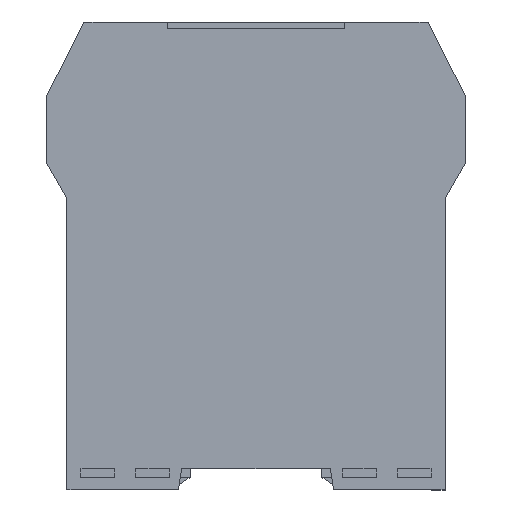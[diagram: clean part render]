
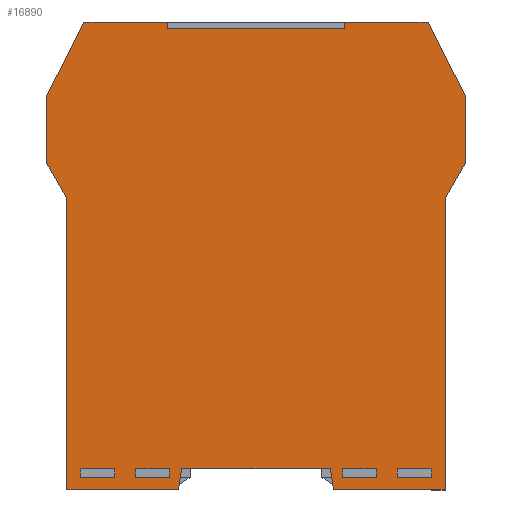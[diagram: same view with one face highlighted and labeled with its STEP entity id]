
A CAD part, top view. The second image highlights one B-rep face of the part: STEP entity #16890.
In plain terms, the highlighted planar face has unit normal (0, 0, 1).
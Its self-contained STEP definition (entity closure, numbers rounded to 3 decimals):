
#712=LINE('',#24096,#2774);
#716=LINE('',#24105,#2778);
#720=LINE('',#24114,#2782);
#724=LINE('',#24123,#2786);
#738=LINE('',#24152,#2800);
#742=LINE('',#24161,#2804);
#746=LINE('',#24170,#2808);
#750=LINE('',#24179,#2812);
#770=LINE('',#24217,#2832);
#781=LINE('',#24239,#2843);
#794=LINE('',#24263,#2856);
#805=LINE('',#24283,#2867);
#813=LINE('',#24299,#2875);
#840=LINE('',#24365,#2902);
#842=LINE('',#24370,#2904);
#1228=LINE('',#25185,#3290);
#1231=LINE('',#25190,#3293);
#1233=LINE('',#25195,#3295);
#1235=LINE('',#25201,#3297);
#1237=LINE('',#25205,#3299);
#1239=LINE('',#25209,#3301);
#1241=LINE('',#25212,#3303);
#1242=LINE('',#25214,#3304);
#1243=LINE('',#25217,#3305);
#1245=LINE('',#25220,#3307);
#1246=LINE('',#25221,#3308);
#1247=LINE('',#25222,#3309);
#1248=LINE('',#25223,#3310);
#1249=LINE('',#25224,#3311);
#1251=LINE('',#25228,#3313);
#1253=LINE('',#25232,#3315);
#1255=LINE('',#25236,#3317);
#1257=LINE('',#25240,#3319);
#1259=LINE('',#25243,#3321);
#2774=VECTOR('',#19394,10.);
#2778=VECTOR('',#19400,10.);
#2782=VECTOR('',#19406,10.);
#2786=VECTOR('',#19412,10.);
#2800=VECTOR('',#19432,10.);
#2804=VECTOR('',#19438,10.);
#2808=VECTOR('',#19444,10.);
#2812=VECTOR('',#19450,10.);
#2832=VECTOR('',#19478,10.);
#2843=VECTOR('',#19497,10.);
#2856=VECTOR('',#19520,10.);
#2867=VECTOR('',#19539,10.);
#2875=VECTOR('',#19555,10.);
#2902=VECTOR('',#19598,10.);
#2904=VECTOR('',#19602,10.);
#3290=VECTOR('',#20366,10.);
#3293=VECTOR('',#20371,10.);
#3295=VECTOR('',#20375,10.);
#3297=VECTOR('',#20383,10.);
#3299=VECTOR('',#20387,10.);
#3301=VECTOR('',#20391,10.);
#3303=VECTOR('',#20395,10.);
#3304=VECTOR('',#20398,10.);
#3305=VECTOR('',#20401,10.);
#3307=VECTOR('',#20405,10.);
#3308=VECTOR('',#20406,10.);
#3309=VECTOR('',#20407,10.);
#3310=VECTOR('',#20408,10.);
#3311=VECTOR('',#20409,10.);
#3313=VECTOR('',#20413,10.);
#3315=VECTOR('',#20417,10.);
#3317=VECTOR('',#20421,10.);
#3319=VECTOR('',#20425,10.);
#3321=VECTOR('',#20429,10.);
#4830=PLANE('',#17964);
#5349=FACE_BOUND('',#6684,.T.);
#5350=FACE_BOUND('',#6685,.T.);
#5351=FACE_BOUND('',#6686,.T.);
#5352=FACE_BOUND('',#6687,.T.);
#5744=FACE_OUTER_BOUND('',#6683,.T.);
#6683=EDGE_LOOP('',(#13412,#13413,#13414,#13415,#13416,#13417,#13418,#13419,
#13420,#13421,#13422,#13423,#13424,#13425,#13426,#13427,#13428,#13429));
#6684=EDGE_LOOP('',(#13430,#13431,#13432,#13433));
#6685=EDGE_LOOP('',(#13434,#13435,#13436,#13437));
#6686=EDGE_LOOP('',(#13438,#13439,#13440,#13441));
#6687=EDGE_LOOP('',(#13442,#13443,#13444,#13445));
#7942=VERTEX_POINT('',#24094);
#7943=VERTEX_POINT('',#24095);
#7946=VERTEX_POINT('',#24103);
#7947=VERTEX_POINT('',#24104);
#7950=VERTEX_POINT('',#24112);
#7951=VERTEX_POINT('',#24113);
#7954=VERTEX_POINT('',#24121);
#7955=VERTEX_POINT('',#24122);
#7966=VERTEX_POINT('',#24150);
#7967=VERTEX_POINT('',#24151);
#7970=VERTEX_POINT('',#24159);
#7971=VERTEX_POINT('',#24160);
#7974=VERTEX_POINT('',#24168);
#7975=VERTEX_POINT('',#24169);
#7978=VERTEX_POINT('',#24177);
#7979=VERTEX_POINT('',#24178);
#8014=VERTEX_POINT('',#24296);
#8015=VERTEX_POINT('',#24298);
#8046=VERTEX_POINT('',#24363);
#8047=VERTEX_POINT('',#24367);
#8048=VERTEX_POINT('',#24369);
#8287=VERTEX_POINT('',#25182);
#8288=VERTEX_POINT('',#25184);
#8289=VERTEX_POINT('',#25188);
#8290=VERTEX_POINT('',#25192);
#8291=VERTEX_POINT('',#25194);
#8292=VERTEX_POINT('',#25200);
#8293=VERTEX_POINT('',#25204);
#8294=VERTEX_POINT('',#25208);
#8295=VERTEX_POINT('',#25216);
#8296=VERTEX_POINT('',#25227);
#8297=VERTEX_POINT('',#25231);
#8298=VERTEX_POINT('',#25235);
#8299=VERTEX_POINT('',#25239);
#9595=EDGE_CURVE('',#7942,#7943,#712,.T.);
#9599=EDGE_CURVE('',#7946,#7947,#716,.T.);
#9603=EDGE_CURVE('',#7950,#7951,#720,.T.);
#9607=EDGE_CURVE('',#7954,#7955,#724,.T.);
#9621=EDGE_CURVE('',#7966,#7967,#738,.T.);
#9625=EDGE_CURVE('',#7970,#7971,#742,.T.);
#9629=EDGE_CURVE('',#7974,#7975,#746,.T.);
#9633=EDGE_CURVE('',#7978,#7979,#750,.T.);
#9653=EDGE_CURVE('',#7955,#7950,#770,.T.);
#9664=EDGE_CURVE('',#7947,#7942,#781,.T.);
#9677=EDGE_CURVE('',#7971,#7966,#794,.T.);
#9688=EDGE_CURVE('',#7979,#7974,#805,.T.);
#9696=EDGE_CURVE('',#8014,#8015,#813,.T.);
#9730=EDGE_CURVE('',#8046,#8014,#840,.T.);
#9732=EDGE_CURVE('',#8047,#8048,#842,.T.);
#10136=EDGE_CURVE('',#8287,#8288,#1228,.T.);
#10139=EDGE_CURVE('',#8289,#8287,#1231,.T.);
#10141=EDGE_CURVE('',#8290,#8291,#1233,.T.);
#10143=EDGE_CURVE('',#8291,#8292,#1235,.T.);
#10145=EDGE_CURVE('',#8292,#8293,#1237,.T.);
#10147=EDGE_CURVE('',#8293,#8294,#1239,.T.);
#10149=EDGE_CURVE('',#8294,#8289,#1241,.T.);
#10150=EDGE_CURVE('',#8288,#8046,#1242,.T.);
#10151=EDGE_CURVE('',#8015,#8295,#1243,.T.);
#10153=EDGE_CURVE('',#7975,#7978,#1245,.T.);
#10154=EDGE_CURVE('',#7967,#7970,#1246,.T.);
#10155=EDGE_CURVE('',#8295,#8047,#1247,.T.);
#10156=EDGE_CURVE('',#7951,#7954,#1248,.T.);
#10157=EDGE_CURVE('',#7943,#7946,#1249,.T.);
#10159=EDGE_CURVE('',#8048,#8296,#1251,.T.);
#10161=EDGE_CURVE('',#8296,#8297,#1253,.T.);
#10163=EDGE_CURVE('',#8297,#8298,#1255,.T.);
#10165=EDGE_CURVE('',#8298,#8299,#1257,.T.);
#10167=EDGE_CURVE('',#8299,#8290,#1259,.T.);
#13412=ORIENTED_EDGE('',*,*,#10143,.F.);
#13413=ORIENTED_EDGE('',*,*,#10141,.F.);
#13414=ORIENTED_EDGE('',*,*,#10167,.F.);
#13415=ORIENTED_EDGE('',*,*,#10165,.F.);
#13416=ORIENTED_EDGE('',*,*,#10163,.F.);
#13417=ORIENTED_EDGE('',*,*,#10161,.F.);
#13418=ORIENTED_EDGE('',*,*,#10159,.F.);
#13419=ORIENTED_EDGE('',*,*,#9732,.F.);
#13420=ORIENTED_EDGE('',*,*,#10155,.F.);
#13421=ORIENTED_EDGE('',*,*,#10151,.F.);
#13422=ORIENTED_EDGE('',*,*,#9696,.F.);
#13423=ORIENTED_EDGE('',*,*,#9730,.F.);
#13424=ORIENTED_EDGE('',*,*,#10150,.F.);
#13425=ORIENTED_EDGE('',*,*,#10136,.F.);
#13426=ORIENTED_EDGE('',*,*,#10139,.F.);
#13427=ORIENTED_EDGE('',*,*,#10149,.F.);
#13428=ORIENTED_EDGE('',*,*,#10147,.F.);
#13429=ORIENTED_EDGE('',*,*,#10145,.F.);
#13430=ORIENTED_EDGE('',*,*,#9599,.T.);
#13431=ORIENTED_EDGE('',*,*,#9664,.T.);
#13432=ORIENTED_EDGE('',*,*,#9595,.T.);
#13433=ORIENTED_EDGE('',*,*,#10157,.T.);
#13434=ORIENTED_EDGE('',*,*,#9607,.T.);
#13435=ORIENTED_EDGE('',*,*,#9653,.T.);
#13436=ORIENTED_EDGE('',*,*,#9603,.T.);
#13437=ORIENTED_EDGE('',*,*,#10156,.T.);
#13438=ORIENTED_EDGE('',*,*,#9625,.T.);
#13439=ORIENTED_EDGE('',*,*,#9677,.T.);
#13440=ORIENTED_EDGE('',*,*,#9621,.T.);
#13441=ORIENTED_EDGE('',*,*,#10154,.T.);
#13442=ORIENTED_EDGE('',*,*,#9633,.T.);
#13443=ORIENTED_EDGE('',*,*,#9688,.T.);
#13444=ORIENTED_EDGE('',*,*,#9629,.T.);
#13445=ORIENTED_EDGE('',*,*,#10153,.T.);
#16890=ADVANCED_FACE('',(#5744,#5349,#5350,#5351,#5352),#4830,.T.);
#17964=AXIS2_PLACEMENT_3D('',#25244,#20430,#20431);
#19394=DIRECTION('',(0.,1.,0.));
#19400=DIRECTION('',(0.,-1.,0.));
#19406=DIRECTION('',(0.,1.,0.));
#19412=DIRECTION('',(0.,-1.,0.));
#19432=DIRECTION('',(0.,1.,0.));
#19438=DIRECTION('',(0.,-1.,0.));
#19444=DIRECTION('',(0.,1.,0.));
#19450=DIRECTION('',(0.,-1.,0.));
#19478=DIRECTION('',(-1.,0.,0.));
#19497=DIRECTION('',(-1.,0.,0.));
#19520=DIRECTION('',(-1.,0.,0.));
#19539=DIRECTION('',(-1.,0.,0.));
#19555=DIRECTION('',(-1.,0.,0.));
#19598=DIRECTION('',(0.,-1.,0.));
#19602=DIRECTION('',(-0.148,-0.989,0.));
#20366=DIRECTION('',(0.,-1.,0.));
#20371=DIRECTION('',(0.451,-0.892,0.));
#20375=DIRECTION('',(1.,0.,0.));
#20383=DIRECTION('',(0.,-1.,0.));
#20387=DIRECTION('',(1.,0.,0.));
#20391=DIRECTION('',(0.,1.,0.));
#20395=DIRECTION('',(1.,0.,0.));
#20398=DIRECTION('',(-0.49,-0.872,0.));
#20401=DIRECTION('',(-0.148,0.989,0.));
#20405=DIRECTION('',(1.,0.,0.));
#20406=DIRECTION('',(1.,0.,0.));
#20407=DIRECTION('',(-1.,0.,0.));
#20408=DIRECTION('',(1.,0.,0.));
#20409=DIRECTION('',(1.,0.,0.));
#20413=DIRECTION('',(-1.,0.,0.));
#20417=DIRECTION('',(0.,1.,0.));
#20421=DIRECTION('',(-0.49,0.872,0.));
#20425=DIRECTION('',(0.,1.,0.));
#20429=DIRECTION('',(0.451,0.892,0.));
#20430=DIRECTION('center_axis',(0.,0.,1.));
#20431=DIRECTION('ref_axis',(1.,0.,0.));
#24094=CARTESIAN_POINT('',(-0.7,-107.25,8.75));
#24095=CARTESIAN_POINT('',(-0.7,-105.15,8.75));
#24096=CARTESIAN_POINT('',(-0.7,-81.623,8.75));
#24103=CARTESIAN_POINT('',(7.2,-105.15,8.75));
#24104=CARTESIAN_POINT('',(7.2,-107.25,8.75));
#24105=CARTESIAN_POINT('',(7.2,-80.573,8.75));
#24112=CARTESIAN_POINT('',(12.2,-107.25,8.75));
#24113=CARTESIAN_POINT('',(12.2,-105.15,8.75));
#24114=CARTESIAN_POINT('',(12.2,-81.623,8.75));
#24121=CARTESIAN_POINT('',(20.1,-105.15,8.75));
#24122=CARTESIAN_POINT('',(20.1,-107.25,8.75));
#24123=CARTESIAN_POINT('',(20.1,-80.573,8.75));
#24150=CARTESIAN_POINT('',(60.9,-107.25,8.75));
#24151=CARTESIAN_POINT('',(60.9,-105.15,8.75));
#24152=CARTESIAN_POINT('',(60.9,-81.623,8.75));
#24159=CARTESIAN_POINT('',(68.8,-105.15,8.75));
#24160=CARTESIAN_POINT('',(68.8,-107.25,8.75));
#24161=CARTESIAN_POINT('',(68.8,-80.573,8.75));
#24168=CARTESIAN_POINT('',(73.8,-107.25,8.75));
#24169=CARTESIAN_POINT('',(73.8,-105.15,8.75));
#24170=CARTESIAN_POINT('',(73.8,-81.623,8.75));
#24177=CARTESIAN_POINT('',(81.7,-105.15,8.75));
#24178=CARTESIAN_POINT('',(81.7,-107.25,8.75));
#24179=CARTESIAN_POINT('',(81.7,-80.573,8.75));
#24217=CARTESIAN_POINT('',(30.3,-107.25,8.75));
#24239=CARTESIAN_POINT('',(23.85,-107.25,8.75));
#24263=CARTESIAN_POINT('',(54.65,-107.25,8.75));
#24283=CARTESIAN_POINT('',(61.1,-107.25,8.75));
#24296=CARTESIAN_POINT('',(85.,-110.15,8.75));
#24298=CARTESIAN_POINT('',(58.75,-110.15,8.75));
#24299=CARTESIAN_POINT('',(85.,-110.15,8.75));
#24363=CARTESIAN_POINT('',(85.,-41.65,8.75));
#24365=CARTESIAN_POINT('',(85.,-41.65,8.75));
#24367=CARTESIAN_POINT('',(23.,-105.15,8.75));
#24369=CARTESIAN_POINT('',(22.25,-110.15,8.75));
#24370=CARTESIAN_POINT('',(23.,-105.15,8.75));
#25182=CARTESIAN_POINT('',(89.75,-17.3,8.75));
#25184=CARTESIAN_POINT('',(89.75,-33.2,8.75));
#25185=CARTESIAN_POINT('',(89.75,-17.3,8.75));
#25188=CARTESIAN_POINT('',(81.,0.,8.75));
#25190=CARTESIAN_POINT('',(81.,0.,8.75));
#25192=CARTESIAN_POINT('',(0.,0.,8.75));
#25194=CARTESIAN_POINT('',(19.6,0.,8.75));
#25195=CARTESIAN_POINT('',(0.,0.,8.75));
#25200=CARTESIAN_POINT('',(19.6,-1.5,8.75));
#25201=CARTESIAN_POINT('',(19.6,0.,8.75));
#25204=CARTESIAN_POINT('',(61.4,-1.5,8.75));
#25205=CARTESIAN_POINT('',(19.6,-1.5,8.75));
#25208=CARTESIAN_POINT('',(61.4,0.,8.75));
#25209=CARTESIAN_POINT('',(61.4,-1.5,8.75));
#25212=CARTESIAN_POINT('',(61.4,0.,8.75));
#25214=CARTESIAN_POINT('',(89.75,-33.2,8.75));
#25216=CARTESIAN_POINT('',(58.,-105.15,8.75));
#25217=CARTESIAN_POINT('',(58.75,-110.15,8.75));
#25220=CARTESIAN_POINT('',(57.15,-105.15,8.75));
#25221=CARTESIAN_POINT('',(50.7,-105.15,8.75));
#25222=CARTESIAN_POINT('',(58.,-105.15,8.75));
#25223=CARTESIAN_POINT('',(26.35,-105.15,8.75));
#25224=CARTESIAN_POINT('',(19.9,-105.15,8.75));
#25227=CARTESIAN_POINT('',(-4.,-110.15,8.75));
#25228=CARTESIAN_POINT('',(22.25,-110.15,8.75));
#25231=CARTESIAN_POINT('',(-4.,-41.65,8.75));
#25232=CARTESIAN_POINT('',(-4.,-110.15,8.75));
#25235=CARTESIAN_POINT('',(-8.75,-33.2,8.75));
#25236=CARTESIAN_POINT('',(-4.,-41.65,8.75));
#25239=CARTESIAN_POINT('',(-8.75,-17.3,8.75));
#25240=CARTESIAN_POINT('',(-8.75,-33.2,8.75));
#25243=CARTESIAN_POINT('',(-8.75,-17.3,8.75));
#25244=CARTESIAN_POINT('Origin',(40.5,-55.997,8.75));
